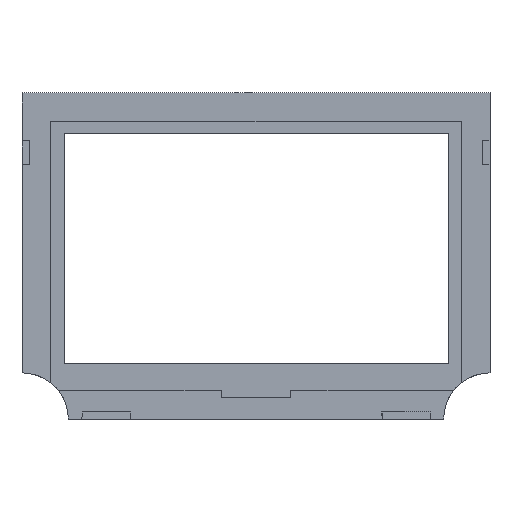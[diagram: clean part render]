
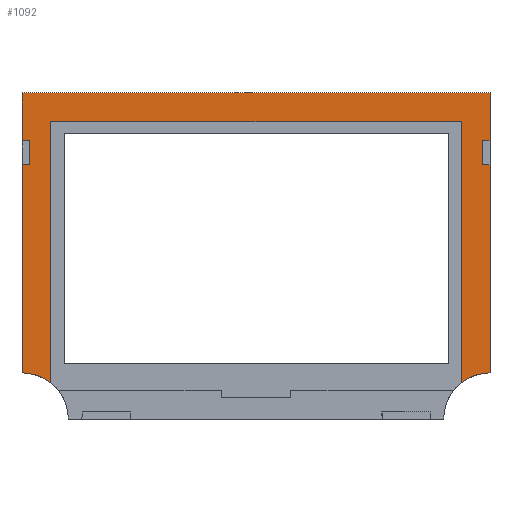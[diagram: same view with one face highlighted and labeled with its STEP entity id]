
A CAD part, top view. The second image highlights one B-rep face of the part: STEP entity #1092.
In plain terms, the highlighted planar face has unit normal (0, 0, 1).
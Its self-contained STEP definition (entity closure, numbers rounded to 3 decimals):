
#23 = CARTESIAN_POINT ( 'NONE',  ( 97.5, 68., 2. ) ) ;
#52 = CARTESIAN_POINT ( 'NONE',  ( 94.5, 38., 2. ) ) ;
#66 = EDGE_CURVE ( 'NONE', #1416, #434, #1514, .T. ) ;
#86 = VERTEX_POINT ( 'NONE', #1145 ) ;
#93 = VECTOR ( 'NONE', #2078, 1000. ) ;
#107 = VERTEX_POINT ( 'NONE', #1485 ) ;
#123 = CARTESIAN_POINT ( 'NONE',  ( 0., 56., 2. ) ) ;
#124 = VECTOR ( 'NONE', #389, 1000. ) ;
#140 = VERTEX_POINT ( 'NONE', #23 ) ;
#154 = CARTESIAN_POINT ( 'NONE',  ( -97.5, 48., 2. ) ) ;
#155 = VECTOR ( 'NONE', #1908, 1000. ) ;
#161 = LINE ( 'NONE', #325, #93 ) ;
#180 = VECTOR ( 'NONE', #1283, 1000. ) ;
#188 = DIRECTION ( 'NONE',  ( 0., 1., 0. ) ) ;
#198 = DIRECTION ( 'NONE',  ( 0., 0., 1. ) ) ;
#204 = VERTEX_POINT ( 'NONE', #1390 ) ;
#238 = DIRECTION ( 'NONE',  ( -1., 0., 0. ) ) ;
#246 = CARTESIAN_POINT ( 'NONE',  ( -94.5, 48., 2. ) ) ;
#253 = CIRCLE ( 'NONE', #1464, 19.314 ) ;
#258 = VECTOR ( 'NONE', #1336, 1000. ) ;
#281 = VERTEX_POINT ( 'NONE', #1999 ) ;
#289 = DIRECTION ( 'NONE',  ( 0., 0., 1. ) ) ;
#297 = EDGE_CURVE ( 'NONE', #86, #2056, #1717, .T. ) ;
#325 = CARTESIAN_POINT ( 'NONE',  ( 97.5, 0., 2. ) ) ;
#334 = LINE ( 'NONE', #1621, #860 ) ;
#372 = VERTEX_POINT ( 'NONE', #773 ) ;
#389 = DIRECTION ( 'NONE',  ( 0., -1., 0. ) ) ;
#394 = CARTESIAN_POINT ( 'NONE',  ( -97.5, 0., 2. ) ) ;
#409 = EDGE_CURVE ( 'NONE', #913, #1996, #1409, .T. ) ;
#434 = VERTEX_POINT ( 'NONE', #1925 ) ;
#531 = CARTESIAN_POINT ( 'NONE',  ( -85.5, -52.866, 2. ) ) ;
#534 = DIRECTION ( 'NONE',  ( -1., 0., 0. ) ) ;
#552 = VERTEX_POINT ( 'NONE', #531 ) ;
#553 = VECTOR ( 'NONE', #188, 1000. ) ;
#612 = DIRECTION ( 'NONE',  ( 0., -1., 0. ) ) ;
#613 = EDGE_CURVE ( 'NONE', #2056, #788, #1495, .T. ) ;
#614 = CARTESIAN_POINT ( 'NONE',  ( -85.5, 0., 2. ) ) ;
#617 = ORIENTED_EDGE ( 'NONE', *, *, #760, .F. ) ;
#655 = VECTOR ( 'NONE', #534, 1000. ) ;
#687 = AXIS2_PLACEMENT_3D ( 'NONE', #1649, #198, #1486 ) ;
#712 = CARTESIAN_POINT ( 'NONE',  ( 0., 68., 2. ) ) ;
#756 = EDGE_CURVE ( 'NONE', #1559, #552, #253, .T. ) ;
#759 = CIRCLE ( 'NONE', #687, 19.314 ) ;
#760 = EDGE_CURVE ( 'NONE', #1020, #281, #1388, .T. ) ;
#771 = ORIENTED_EDGE ( 'NONE', *, *, #806, .F. ) ;
#773 = CARTESIAN_POINT ( 'NONE',  ( -97.5, 68., 2. ) ) ;
#776 = PLANE ( 'NONE',  #1068 ) ;
#788 = VERTEX_POINT ( 'NONE', #1377 ) ;
#792 = VECTOR ( 'NONE', #1558, 1000. ) ;
#800 = EDGE_CURVE ( 'NONE', #552, #204, #1715, .T. ) ;
#806 = EDGE_CURVE ( 'NONE', #107, #1020, #1424, .T. ) ;
#833 = ORIENTED_EDGE ( 'NONE', *, *, #1946, .F. ) ;
#834 = CARTESIAN_POINT ( 'NONE',  ( 97.5, 38., 2. ) ) ;
#842 = ORIENTED_EDGE ( 'NONE', *, *, #800, .T. ) ;
#860 = VECTOR ( 'NONE', #612, 1000. ) ;
#892 = CARTESIAN_POINT ( 'NONE',  ( -97.5, 38., 2. ) ) ;
#913 = VERTEX_POINT ( 'NONE', #834 ) ;
#926 = DIRECTION ( 'NONE',  ( -1., 0., 0. ) ) ;
#944 = ORIENTED_EDGE ( 'NONE', *, *, #66, .F. ) ;
#950 = DIRECTION ( 'NONE',  ( -1., 0., 0. ) ) ;
#964 = VECTOR ( 'NONE', #926, 1000. ) ;
#1014 = LINE ( 'NONE', #394, #1612 ) ;
#1020 = VERTEX_POINT ( 'NONE', #246 ) ;
#1045 = EDGE_CURVE ( 'NONE', #1264, #107, #1993, .T. ) ;
#1054 = DIRECTION ( 'NONE',  ( 0., 0., -1. ) ) ;
#1068 = AXIS2_PLACEMENT_3D ( 'NONE', #1392, #289, #2077 ) ;
#1082 = CARTESIAN_POINT ( 'NONE',  ( 97.5, 38., 2. ) ) ;
#1092 = ADVANCED_FACE ( 'NONE', ( #2040 ), #776, .T. ) ;
#1108 = ORIENTED_EDGE ( 'NONE', *, *, #613, .F. ) ;
#1115 = CARTESIAN_POINT ( 'NONE',  ( 97.5, -48.686, 2. ) ) ;
#1116 = DIRECTION ( 'NONE',  ( -1., 0., 0. ) ) ;
#1126 = VECTOR ( 'NONE', #238, 1000. ) ;
#1145 = CARTESIAN_POINT ( 'NONE',  ( 97.5, 48., 2. ) ) ;
#1184 = DIRECTION ( 'NONE',  ( 0., -1., 0. ) ) ;
#1185 = EDGE_CURVE ( 'NONE', #788, #913, #1278, .T. ) ;
#1193 = CARTESIAN_POINT ( 'NONE',  ( 85.5, 0., 2. ) ) ;
#1264 = VERTEX_POINT ( 'NONE', #1448 ) ;
#1278 = LINE ( 'NONE', #1082, #1711 ) ;
#1283 = DIRECTION ( 'NONE',  ( 0., -1., 0. ) ) ;
#1309 = ORIENTED_EDGE ( 'NONE', *, *, #1831, .F. ) ;
#1336 = DIRECTION ( 'NONE',  ( 1., 0., 0. ) ) ;
#1341 = EDGE_CURVE ( 'NONE', #1264, #1559, #1014, .T. ) ;
#1350 = ORIENTED_EDGE ( 'NONE', *, *, #1341, .T. ) ;
#1377 = CARTESIAN_POINT ( 'NONE',  ( 94.5, 38., 2. ) ) ;
#1388 = LINE ( 'NONE', #154, #1975 ) ;
#1390 = CARTESIAN_POINT ( 'NONE',  ( -85.5, 56., 2. ) ) ;
#1392 = CARTESIAN_POINT ( 'NONE',  ( 0., 0., 2. ) ) ;
#1409 = LINE ( 'NONE', #1417, #180 ) ;
#1416 = VERTEX_POINT ( 'NONE', #1857 ) ;
#1417 = CARTESIAN_POINT ( 'NONE',  ( 97.5, 0., 2. ) ) ;
#1424 = LINE ( 'NONE', #2072, #155 ) ;
#1432 = EDGE_CURVE ( 'NONE', #1996, #1416, #759, .T. ) ;
#1436 = ORIENTED_EDGE ( 'NONE', *, *, #1185, .F. ) ;
#1448 = CARTESIAN_POINT ( 'NONE',  ( -97.5, 38., 2. ) ) ;
#1464 = AXIS2_PLACEMENT_3D ( 'NONE', #1596, #1054, #950 ) ;
#1485 = CARTESIAN_POINT ( 'NONE',  ( -94.5, 38., 2. ) ) ;
#1486 = DIRECTION ( 'NONE',  ( 1., 0., 0. ) ) ;
#1495 = LINE ( 'NONE', #52, #124 ) ;
#1514 = LINE ( 'NONE', #1193, #553 ) ;
#1550 = CARTESIAN_POINT ( 'NONE',  ( 97.5, 48., 2. ) ) ;
#1554 = LINE ( 'NONE', #123, #964 ) ;
#1558 = DIRECTION ( 'NONE',  ( 0., 1., 0. ) ) ;
#1559 = VERTEX_POINT ( 'NONE', #1951 ) ;
#1596 = CARTESIAN_POINT ( 'NONE',  ( -97.5, -68., 2. ) ) ;
#1612 = VECTOR ( 'NONE', #1184, 1000. ) ;
#1621 = CARTESIAN_POINT ( 'NONE',  ( -97.5, 0., 2. ) ) ;
#1637 = EDGE_CURVE ( 'NONE', #140, #372, #1959, .T. ) ;
#1649 = CARTESIAN_POINT ( 'NONE',  ( 97.5, -68., 2. ) ) ;
#1683 = EDGE_LOOP ( 'NONE', ( #1698, #842, #1309, #944, #1727, #1895, #1436, #1108, #2029, #833, #1788, #1712, #617, #771, #1949, #1350 ) ) ;
#1698 = ORIENTED_EDGE ( 'NONE', *, *, #756, .T. ) ;
#1711 = VECTOR ( 'NONE', #1919, 1000. ) ;
#1712 = ORIENTED_EDGE ( 'NONE', *, *, #1924, .T. ) ;
#1715 = LINE ( 'NONE', #614, #792 ) ;
#1717 = LINE ( 'NONE', #1550, #655 ) ;
#1727 = ORIENTED_EDGE ( 'NONE', *, *, #1432, .F. ) ;
#1788 = ORIENTED_EDGE ( 'NONE', *, *, #1637, .T. ) ;
#1793 = CARTESIAN_POINT ( 'NONE',  ( 94.5, 48., 2. ) ) ;
#1831 = EDGE_CURVE ( 'NONE', #434, #204, #1554, .T. ) ;
#1857 = CARTESIAN_POINT ( 'NONE',  ( 85.5, -52.866, 2. ) ) ;
#1895 = ORIENTED_EDGE ( 'NONE', *, *, #409, .F. ) ;
#1908 = DIRECTION ( 'NONE',  ( 0., 1., 0. ) ) ;
#1919 = DIRECTION ( 'NONE',  ( 1., 0., 0. ) ) ;
#1924 = EDGE_CURVE ( 'NONE', #372, #281, #334, .T. ) ;
#1925 = CARTESIAN_POINT ( 'NONE',  ( 85.5, 56., 2. ) ) ;
#1946 = EDGE_CURVE ( 'NONE', #140, #86, #161, .T. ) ;
#1949 = ORIENTED_EDGE ( 'NONE', *, *, #1045, .F. ) ;
#1951 = CARTESIAN_POINT ( 'NONE',  ( -97.5, -48.686, 2. ) ) ;
#1959 = LINE ( 'NONE', #712, #1126 ) ;
#1975 = VECTOR ( 'NONE', #1116, 1000. ) ;
#1993 = LINE ( 'NONE', #892, #258 ) ;
#1996 = VERTEX_POINT ( 'NONE', #1115 ) ;
#1999 = CARTESIAN_POINT ( 'NONE',  ( -97.5, 48., 2. ) ) ;
#2029 = ORIENTED_EDGE ( 'NONE', *, *, #297, .F. ) ;
#2040 = FACE_OUTER_BOUND ( 'NONE', #1683, .T. ) ;
#2056 = VERTEX_POINT ( 'NONE', #1793 ) ;
#2072 = CARTESIAN_POINT ( 'NONE',  ( -94.5, 38., 2. ) ) ;
#2077 = DIRECTION ( 'NONE',  ( 1., 0., 0. ) ) ;
#2078 = DIRECTION ( 'NONE',  ( 0., -1., 0. ) ) ;
